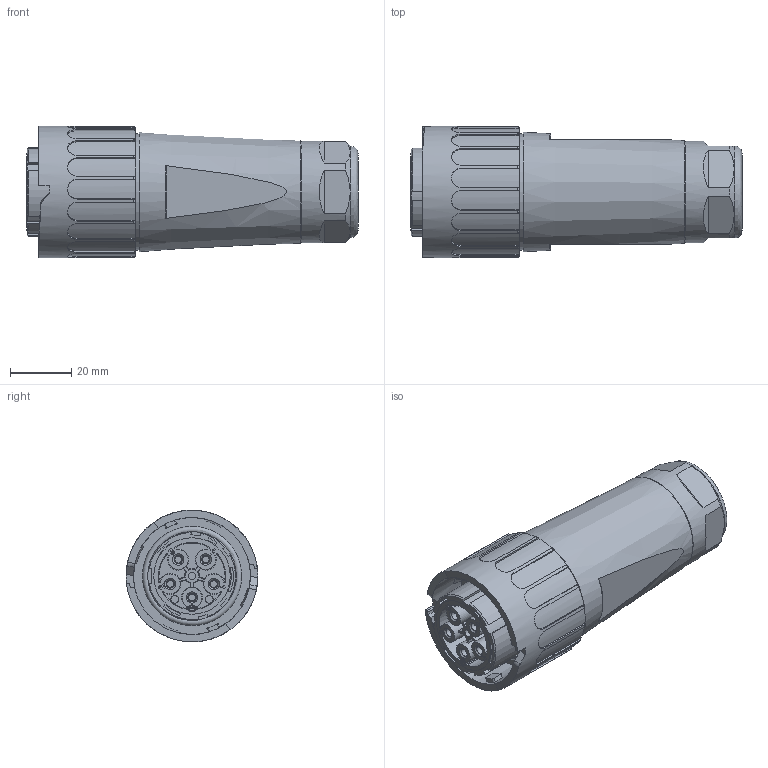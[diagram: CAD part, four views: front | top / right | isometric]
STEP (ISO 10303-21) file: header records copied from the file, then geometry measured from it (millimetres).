
FILE_DESCRIPTION(/* description */ (''),/* implementation_level */ '2;1');
FILE_NAME(/* name */ 'c016 20e004 801 2nxc001-01.stp',/* time_stamp */ '2019-07-08T09:44:07+02:00',/* author */ (''),/* organization */ (''),/* preprocessor_version */ 'ST-DEVELOPER v16.7',/* originating_system */ 'SIEMENS PLM Software NX 12.0',/* authorisation */ '');
FILE_SCHEMA (('AUTOMOTIVE_DESIGN { 1 0 10303 214 3 1 1 1 }'));
Length unit declared in the file: millimetre
Products named in the file (1): c016 20e004 801 2nxc001-01
Bounding box: 108.4 x 43 x 43 mm (x, y, z)
Volume: 104550 mm3; surface area: 24769.5 mm2
Topology: 1 solids, 1 shells, 756 faces, 1952 edges, 1261 vertices
Faces by surface type: plane 366, cylinder 213, cone 101, bspline 67, sphere 8, torus 1
Full cylindrical faces by diameter (mm): 0.54 x2, 1.89 x1, 2.34 x1, 2.5 x3, 2.65 x1, 2.7 x5, 3.75 x1, 4.5 x5, 16 x1, 19.2 x1, 19.8 x1, 20.4 x1, 25 x1, 28 x1, 30 x1, 33.2 x1, 38 x1, 38.2 x1, 43 x1
Entity records: 24966 total; most frequent: CARTESIAN_POINT 7423, ORIENTED_EDGE 3776, DIRECTION 3410, EDGE_CURVE 1888, AXIS2_PLACEMENT_3D 1275, VERTEX_POINT 1247, EDGE_LOOP 869, LINE 860
